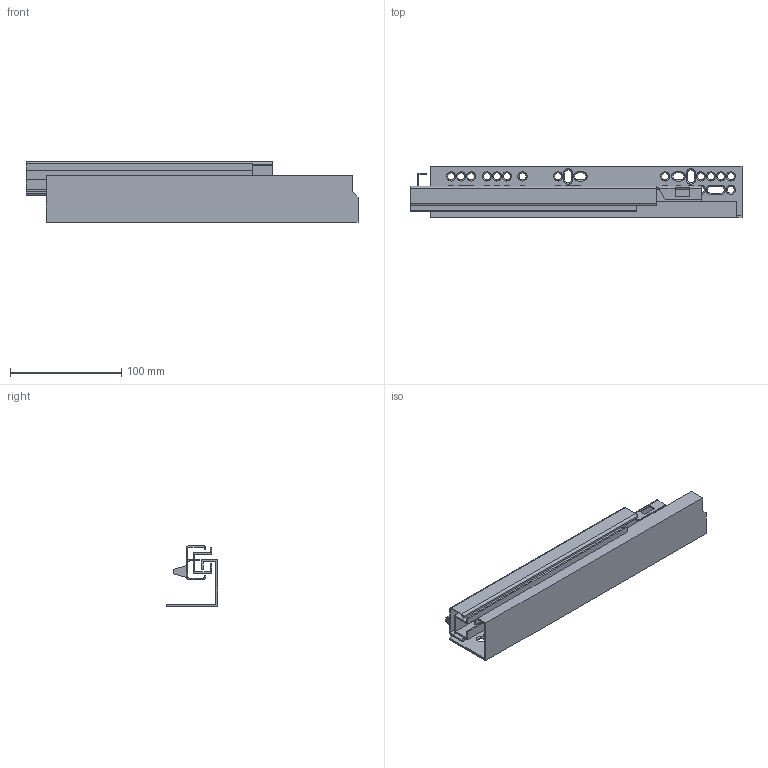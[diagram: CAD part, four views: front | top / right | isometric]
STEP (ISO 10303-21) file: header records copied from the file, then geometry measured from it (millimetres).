
FILE_DESCRIPTION (( 'STEP AP214' ), '1' );
FILE_NAME ('F000296_CLOSED_RIGHT_3D.step', '2023-02-22T12:57:04', ( '' ), ( '' ), 'SwSTEP 2.0', 'SolidWorks 2020', '' );
FILE_SCHEMA (( 'AUTOMOTIVE_DESIGN' ));
Length unit declared in the file: millimetre
Products named in the file (4): F000296_CLOSED_RIGHT_3D; NU69-300-STREDNI; NU69-300-VNITRNI_PRAVY; NU69-300-VNEJSI-PRAVY
Assembly tree (3 placements, depth 2):
  F000296_CLOSED_RIGHT_3D
    NU69-300-VNEJSI-PRAVY
    NU69-300-STREDNI
    NU69-300-VNITRNI_PRAVY
Bounding box: 298 x 46 x 54 mm (x, y, z)
Volume: 84362 mm3; surface area: 116779.7 mm2
Topology: 3 solids, 3 shells, 237 faces, 619 edges, 386 vertices
Faces by surface type: plane 93, cylinder 77, cone 67
Entity records: 7526 total; most frequent: DIRECTION 1334, CARTESIAN_POINT 1254, ORIENTED_EDGE 1238, EDGE_CURVE 619, AXIS2_PLACEMENT_3D 474, VECTOR 386, LINE 386, VERTEX_POINT 386
